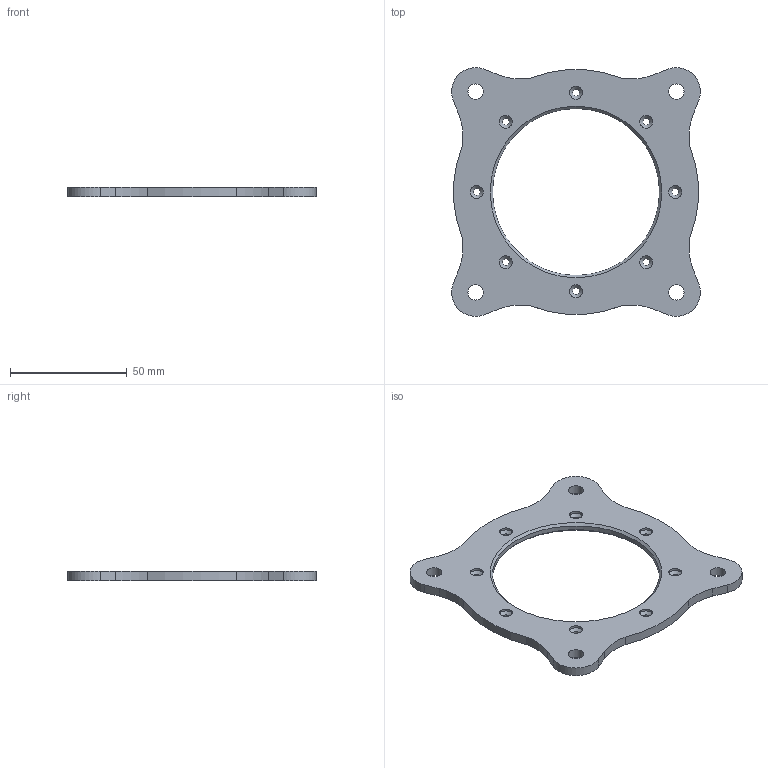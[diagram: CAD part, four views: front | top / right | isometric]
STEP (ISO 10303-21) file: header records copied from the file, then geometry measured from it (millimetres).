
FILE_DESCRIPTION(/* description */ (''),/* implementation_level */ '2;1');
FILE_NAME(/* name */ 'Motor_Base_Plate_Top v1.step',/* time_stamp */ '2024-11-15T08:23:06+11:00',/* author */ (''),/* organization */ (''),/* preprocessor_version */ 'ST-DEVELOPER v20',/* originating_system */ 'Autodesk Translation Framework v13.20.0.188',/* authorisation */ '');
FILE_SCHEMA (('AUTOMOTIVE_DESIGN { 1 0 10303 214 3 1 1 }'));
Length unit declared in the file: millimetre
Products named in the file (1): Motor_Base_Plate_Top v1
Bounding box: 106.57 x 106.57 x 4 mm (x, y, z)
Volume: 24205.5 mm3; surface area: 15290.3 mm2
Topology: 1 solids, 1 shells, 57 faces, 155 edges, 100 vertices
Faces by surface type: cylinder 37, cone 10, plane 10
Full cylindrical faces by diameter (mm): 3 x8, 5.5 x8, 6.6 x4, 71.5 x1
Entity records: 1918 total; most frequent: DIRECTION 355, CARTESIAN_POINT 313, ORIENTED_EDGE 310, EDGE_CURVE 155, AXIS2_PLACEMENT_3D 142, VERTEX_POINT 100, CIRCLE 84, EDGE_LOOP 83
